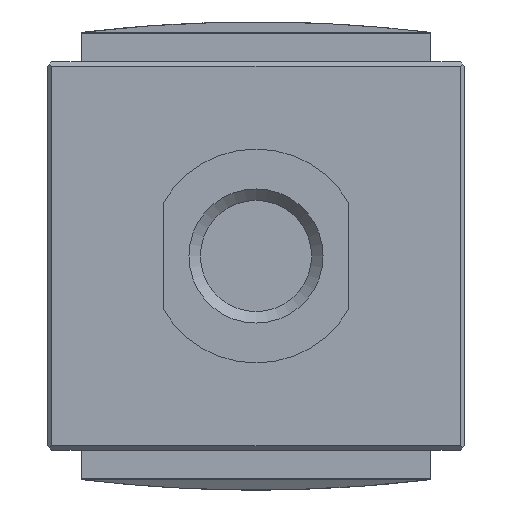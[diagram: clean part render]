
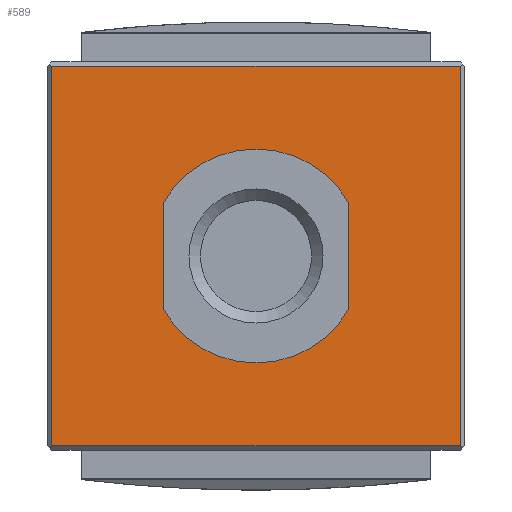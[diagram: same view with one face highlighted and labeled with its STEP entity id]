
A CAD part, front view. The second image highlights one B-rep face of the part: STEP entity #589.
In plain terms, the highlighted planar face has unit normal (0, -1, 0).
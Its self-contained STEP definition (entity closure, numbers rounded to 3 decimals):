
#589 = ADVANCED_FACE( '', ( #1424, #1425 ), #1426, .F. );
#1424 = FACE_BOUND( '', #2528, .T. );
#1425 = FACE_OUTER_BOUND( '', #2529, .T. );
#1426 = PLANE( '', #2530 );
#2528 = EDGE_LOOP( '', ( #4193, #4194, #4195, #4196 ) );
#2529 = EDGE_LOOP( '', ( #4197, #4198, #4199, #4200 ) );
#2530 = AXIS2_PLACEMENT_3D( '', #4201, #4202, #4203 );
#4193 = ORIENTED_EDGE( '', *, *, #7083, .T. );
#4194 = ORIENTED_EDGE( '', *, *, #7084, .T. );
#4195 = ORIENTED_EDGE( '', *, *, #7085, .T. );
#4196 = ORIENTED_EDGE( '', *, *, #7086, .T. );
#4197 = ORIENTED_EDGE( '', *, *, #7087, .F. );
#4198 = ORIENTED_EDGE( '', *, *, #7088, .F. );
#4199 = ORIENTED_EDGE( '', *, *, #7089, .T. );
#4200 = ORIENTED_EDGE( '', *, *, #7090, .T. );
#4201 = CARTESIAN_POINT( '', ( -21., 0., 20. ) );
#4202 = DIRECTION( '', ( 0., 1., 0. ) );
#4203 = DIRECTION( '', ( 0., 0., 1. ) );
#7083 = EDGE_CURVE( '', #8726, #8727, #8728, .T. );
#7084 = EDGE_CURVE( '', #8727, #8729, #8730, .T. );
#7085 = EDGE_CURVE( '', #8729, #8731, #8732, .T. );
#7086 = EDGE_CURVE( '', #8731, #8726, #8733, .T. );
#7087 = EDGE_CURVE( '', #8734, #8735, #8736, .T. );
#7088 = EDGE_CURVE( '', #8737, #8734, #8738, .T. );
#7089 = EDGE_CURVE( '', #8737, #8739, #8740, .T. );
#7090 = EDGE_CURVE( '', #8739, #8735, #8741, .T. );
#8726 = VERTEX_POINT( '', #11068 );
#8727 = VERTEX_POINT( '', #11069 );
#8728 = CIRCLE( '', #11070, 11. );
#8729 = VERTEX_POINT( '', #11071 );
#8730 = LINE( '', #11072, #11073 );
#8731 = VERTEX_POINT( '', #11074 );
#8732 = CIRCLE( '', #11075, 11. );
#8733 = LINE( '', #11076, #11077 );
#8734 = VERTEX_POINT( '', #11078 );
#8735 = VERTEX_POINT( '', #11079 );
#8736 = LINE( '', #11080, #11081 );
#8737 = VERTEX_POINT( '', #11082 );
#8738 = LINE( '', #11083, #11084 );
#8739 = VERTEX_POINT( '', #11085 );
#8740 = LINE( '', #11086, #11087 );
#8741 = LINE( '', #11088, #11089 );
#11068 = CARTESIAN_POINT( '', ( 9.5, 0., -5.545 ) );
#11069 = CARTESIAN_POINT( '', ( -9.5, 0., -5.545 ) );
#11070 = AXIS2_PLACEMENT_3D( '', #13184, #13185, #13186 );
#11071 = CARTESIAN_POINT( '', ( -9.5, 0., 5.545 ) );
#11072 = CARTESIAN_POINT( '', ( -9.5, 0., -5.545 ) );
#11073 = VECTOR( '', #13187, 1000. );
#11074 = CARTESIAN_POINT( '', ( 9.5, 0., 5.545 ) );
#11075 = AXIS2_PLACEMENT_3D( '', #13188, #13189, #13190 );
#11076 = CARTESIAN_POINT( '', ( 9.5, 0., 5.545 ) );
#11077 = VECTOR( '', #13191, 1000. );
#11078 = CARTESIAN_POINT( '', ( 21., 0., -19.5 ) );
#11079 = CARTESIAN_POINT( '', ( -21., 0., -19.5 ) );
#11080 = CARTESIAN_POINT( '', ( 21.5, 0., -19.5 ) );
#11081 = VECTOR( '', #13192, 1000. );
#11082 = CARTESIAN_POINT( '', ( 21., 0., 19.5 ) );
#11083 = CARTESIAN_POINT( '', ( 21., 0., 20. ) );
#11084 = VECTOR( '', #13193, 1000. );
#11085 = CARTESIAN_POINT( '', ( -21., 0., 19.5 ) );
#11086 = CARTESIAN_POINT( '', ( 21.5, 0., 19.5 ) );
#11087 = VECTOR( '', #13194, 1000. );
#11088 = CARTESIAN_POINT( '', ( -21., 0., 20. ) );
#11089 = VECTOR( '', #13195, 1000. );
#13184 = CARTESIAN_POINT( '', ( 0., 0., 0. ) );
#13185 = DIRECTION( '', ( 0., 1., 0. ) );
#13186 = DIRECTION( '', ( 1., 0., 0. ) );
#13187 = DIRECTION( '', ( 0., 0., 1. ) );
#13188 = CARTESIAN_POINT( '', ( 0., 0., 0. ) );
#13189 = DIRECTION( '', ( 0., 1., 0. ) );
#13190 = DIRECTION( '', ( 1., 0., 0. ) );
#13191 = DIRECTION( '', ( 0., 0., -1. ) );
#13192 = DIRECTION( '', ( -1., 0., 0. ) );
#13193 = DIRECTION( '', ( 0., 0., -1. ) );
#13194 = DIRECTION( '', ( -1., 0., 0. ) );
#13195 = DIRECTION( '', ( 0., 0., -1. ) );
